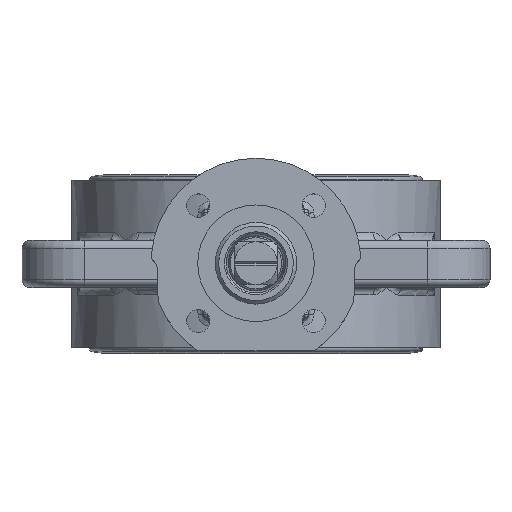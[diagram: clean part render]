
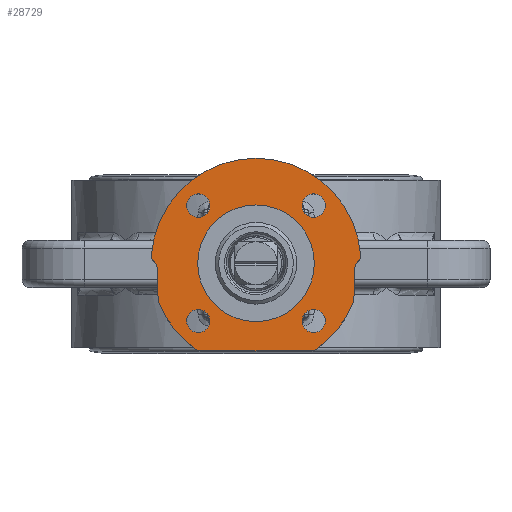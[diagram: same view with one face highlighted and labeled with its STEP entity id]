
A CAD part, top view. The second image highlights one B-rep face of the part: STEP entity #28729.
In plain terms, the highlighted planar face has unit normal (0, 0, 1).
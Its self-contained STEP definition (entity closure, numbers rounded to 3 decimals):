
#12693=CARTESIAN_POINT('',(-26.193,0.368,126.));
#12694=VERTEX_POINT('',#12693);
#12695=CARTESIAN_POINT('',(-26.921,2.069,126.));
#12696=VERTEX_POINT('',#12695);
#12697=CARTESIAN_POINT('',(-26.193,0.368,126.));
#12698=CARTESIAN_POINT('',(-26.689,0.774,126.));
#12699=CARTESIAN_POINT('',(-26.97,1.43,126.));
#12700=CARTESIAN_POINT('',(-26.921,2.069,126.));
#12701=B_SPLINE_CURVE_WITH_KNOTS('',3,(#12697,#12698,#12699,#12700),.UNSPECIFIED.,.F.,.U.,(4,4),(-0.193,0.0),.UNSPECIFIED.);
#12702=EDGE_CURVE('',#12694,#12696,#12701,.T.);
#12749=CARTESIAN_POINT('',(-25.461,-1.11,126.));
#12750=VERTEX_POINT('',#12749);
#12751=CARTESIAN_POINT('',(-25.461,-1.11,126.));
#12752=CARTESIAN_POINT('',(-25.481,-0.543,126.));
#12753=CARTESIAN_POINT('',(-25.755,0.009,126.));
#12754=CARTESIAN_POINT('',(-26.193,0.368,126.));
#12755=B_SPLINE_CURVE_WITH_KNOTS('',3,(#12751,#12752,#12753,#12754),.UNSPECIFIED.,.F.,.U.,(4,4),(-0.17,0.0),.UNSPECIFIED.);
#12756=EDGE_CURVE('',#12750,#12694,#12755,.T.);
#12783=CARTESIAN_POINT('',(26.921,2.069,126.));
#12784=VERTEX_POINT('',#12783);
#12785=CARTESIAN_POINT('',(0.,0.,126.));
#12786=DIRECTION('',(0.0,0.0,-1.0));
#12787=DIRECTION('',(1.0,0.0,0.0));
#12788=AXIS2_PLACEMENT_3D('',#12785,#12786,#12787);
#12789=CIRCLE('',#12788,27.0);
#12790=EDGE_CURVE('',#12696,#12784,#12789,.T.);
#12829=CARTESIAN_POINT('',(26.193,0.368,126.));
#12830=VERTEX_POINT('',#12829);
#12831=CARTESIAN_POINT('',(26.921,2.069,126.));
#12832=CARTESIAN_POINT('',(26.97,1.43,126.));
#12833=CARTESIAN_POINT('',(26.689,0.774,126.));
#12834=CARTESIAN_POINT('',(26.193,0.368,126.));
#12835=B_SPLINE_CURVE_WITH_KNOTS('',3,(#12831,#12832,#12833,#12834),.UNSPECIFIED.,.F.,.U.,(4,4),(-0.193,0.),.UNSPECIFIED.);
#12836=EDGE_CURVE('',#12784,#12830,#12835,.T.);
#12875=CARTESIAN_POINT('',(25.461,-1.11,126.));
#12876=VERTEX_POINT('',#12875);
#12877=CARTESIAN_POINT('',(26.193,0.368,126.));
#12878=CARTESIAN_POINT('',(25.755,0.009,126.));
#12879=CARTESIAN_POINT('',(25.481,-0.543,126.));
#12880=CARTESIAN_POINT('',(25.461,-1.11,126.));
#12881=B_SPLINE_CURVE_WITH_KNOTS('',3,(#12877,#12878,#12879,#12880),.UNSPECIFIED.,.F.,.U.,(4,4),(-0.17,0.0),.UNSPECIFIED.);
#12882=EDGE_CURVE('',#12830,#12876,#12881,.T.);
#28537=CARTESIAN_POINT('',(-25.158,-9.803,126.));
#28538=VERTEX_POINT('',#28537);
#28539=CARTESIAN_POINT('',(-25.158,-9.803,126.));
#28540=DIRECTION('',(-0.035,0.999,0.0));
#28541=VECTOR('',#28540,8.698);
#28542=LINE('',#28539,#28541);
#28543=EDGE_CURVE('',#28538,#12750,#28542,.T.);
#28561=CARTESIAN_POINT('',(-14.925,-22.5,126.));
#28562=VERTEX_POINT('',#28561);
#28563=CARTESIAN_POINT('',(0.,0.,126.));
#28564=DIRECTION('',(0.0,0.0,-1.0));
#28565=DIRECTION('',(-0.932,-0.363,0.0));
#28566=AXIS2_PLACEMENT_3D('',#28563,#28564,#28565);
#28567=CIRCLE('',#28566,27.0);
#28568=EDGE_CURVE('',#28562,#28538,#28567,.T.);
#28586=CARTESIAN_POINT('',(14.925,-22.5,126.));
#28587=VERTEX_POINT('',#28586);
#28588=CARTESIAN_POINT('',(14.925,-22.5,126.));
#28589=DIRECTION('',(-1.0,0.0,0.0));
#28590=VECTOR('',#28589,29.85);
#28591=LINE('',#28588,#28590);
#28592=EDGE_CURVE('',#28587,#28562,#28591,.T.);
#28620=CARTESIAN_POINT('',(25.158,-9.803,126.));
#28621=VERTEX_POINT('',#28620);
#28622=CARTESIAN_POINT('',(0.,0.,126.));
#28623=DIRECTION('',(0.0,0.0,-1.0));
#28624=DIRECTION('',(0.553,-0.833,0.0));
#28625=AXIS2_PLACEMENT_3D('',#28622,#28623,#28624);
#28626=CIRCLE('',#28625,27.);
#28627=EDGE_CURVE('',#28621,#28587,#28626,.T.);
#28645=CARTESIAN_POINT('',(25.461,-1.11,126.));
#28646=DIRECTION('',(-0.035,-0.999,0.0));
#28647=VECTOR('',#28646,8.698);
#28648=LINE('',#28645,#28647);
#28649=EDGE_CURVE('',#12876,#28621,#28648,.T.);
#28657=CARTESIAN_POINT('',(-60.195,27.001,126.));
#28658=DIRECTION('',(0.0,0.0,-1.0));
#28659=DIRECTION('',(-1.0,0.0,0.0));
#28660=AXIS2_PLACEMENT_3D('',#28657,#28658,#28659);
#28661=PLANE('',#28660);
#28662=ORIENTED_EDGE('',*,*,#12756,.F.);
#28663=ORIENTED_EDGE('',*,*,#28543,.F.);
#28664=ORIENTED_EDGE('',*,*,#28568,.F.);
#28665=ORIENTED_EDGE('',*,*,#28592,.F.);
#28666=ORIENTED_EDGE('',*,*,#28627,.F.);
#28667=ORIENTED_EDGE('',*,*,#28649,.F.);
#28668=ORIENTED_EDGE('',*,*,#12882,.F.);
#28669=ORIENTED_EDGE('',*,*,#12836,.F.);
#28670=ORIENTED_EDGE('',*,*,#12790,.F.);
#28671=ORIENTED_EDGE('',*,*,#12702,.F.);
#28672=EDGE_LOOP('',(#28662,#28663,#28664,#28665,#28666,#28667,#28668,#28669,#28670,#28671));
#28673=FACE_OUTER_BOUND('',#28672,.T.);
#28674=CARTESIAN_POINT('',(-17.849,-14.849,126.));
#28675=VERTEX_POINT('',#28674);
#28676=CARTESIAN_POINT('',(-14.849,-14.849,126.));
#28677=DIRECTION('',(0.0,0.0,-1.0));
#28678=DIRECTION('',(-1.0,0.0,0.0));
#28679=AXIS2_PLACEMENT_3D('',#28676,#28677,#28678);
#28680=CIRCLE('',#28679,3.);
#28681=EDGE_CURVE('',#28675,#28675,#28680,.T.);
#28682=ORIENTED_EDGE('',*,*,#28681,.T.);
#28683=EDGE_LOOP('',(#28682));
#28684=FACE_BOUND('',#28683,.T.);
#28685=CARTESIAN_POINT('',(-14.849,17.849,126.));
#28686=VERTEX_POINT('',#28685);
#28687=CARTESIAN_POINT('',(-14.849,14.849,126.));
#28688=DIRECTION('',(0.0,0.0,-1.0));
#28689=DIRECTION('',(0.0,1.0,0.0));
#28690=AXIS2_PLACEMENT_3D('',#28687,#28688,#28689);
#28691=CIRCLE('',#28690,3.);
#28692=EDGE_CURVE('',#28686,#28686,#28691,.T.);
#28693=ORIENTED_EDGE('',*,*,#28692,.T.);
#28694=EDGE_LOOP('',(#28693));
#28695=FACE_BOUND('',#28694,.T.);
#28696=CARTESIAN_POINT('',(14.849,-17.849,126.));
#28697=VERTEX_POINT('',#28696);
#28698=CARTESIAN_POINT('',(14.849,-14.849,126.));
#28699=DIRECTION('',(0.0,0.0,-1.0));
#28700=DIRECTION('',(0.0,-1.0,0.0));
#28701=AXIS2_PLACEMENT_3D('',#28698,#28699,#28700);
#28702=CIRCLE('',#28701,3.);
#28703=EDGE_CURVE('',#28697,#28697,#28702,.T.);
#28704=ORIENTED_EDGE('',*,*,#28703,.T.);
#28705=EDGE_LOOP('',(#28704));
#28706=FACE_BOUND('',#28705,.T.);
#28707=CARTESIAN_POINT('',(17.849,14.849,126.));
#28708=VERTEX_POINT('',#28707);
#28709=CARTESIAN_POINT('',(14.849,14.849,126.));
#28710=DIRECTION('',(0.0,0.0,-1.0));
#28711=DIRECTION('',(1.0,0.0,0.0));
#28712=AXIS2_PLACEMENT_3D('',#28709,#28710,#28711);
#28713=CIRCLE('',#28712,3.);
#28714=EDGE_CURVE('',#28708,#28708,#28713,.T.);
#28715=ORIENTED_EDGE('',*,*,#28714,.T.);
#28716=EDGE_LOOP('',(#28715));
#28717=FACE_BOUND('',#28716,.T.);
#28718=CARTESIAN_POINT('',(15.0,0.,126.));
#28719=VERTEX_POINT('',#28718);
#28720=CARTESIAN_POINT('',(0.,0.,126.));
#28721=DIRECTION('',(0.0,0.0,-1.0));
#28722=DIRECTION('',(1.0,0.0,0.0));
#28723=AXIS2_PLACEMENT_3D('',#28720,#28721,#28722);
#28724=CIRCLE('',#28723,15.0);
#28725=EDGE_CURVE('',#28719,#28719,#28724,.T.);
#28726=ORIENTED_EDGE('',*,*,#28725,.T.);
#28727=EDGE_LOOP('',(#28726));
#28728=FACE_BOUND('',#28727,.T.);
#28729=ADVANCED_FACE('',(#28673,#28684,#28695,#28706,#28717,#28728),#28661,.F.);
